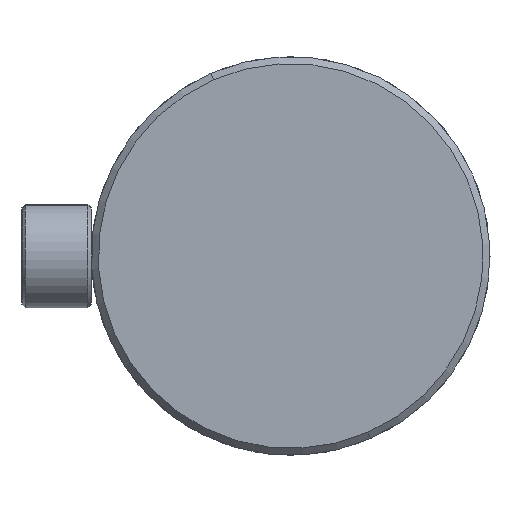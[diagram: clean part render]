
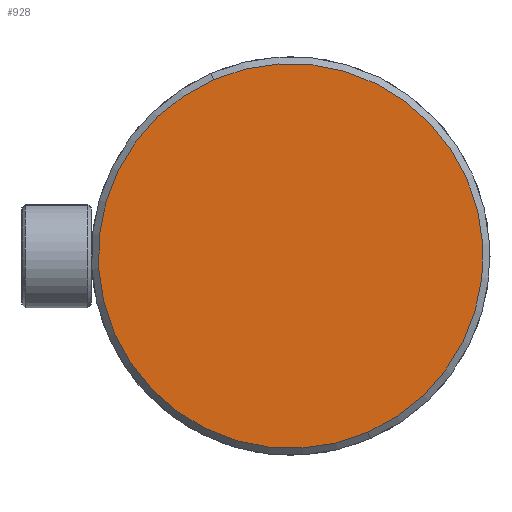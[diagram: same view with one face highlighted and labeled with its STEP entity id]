
A CAD part, left-side view. The second image highlights one B-rep face of the part: STEP entity #928.
In plain terms, the highlighted planar face has unit normal (-1, 0, 0).
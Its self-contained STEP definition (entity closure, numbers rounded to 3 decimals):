
#13 = CIRCLE ( 'NONE', #2538, 55.5 ) ;
#53 = CARTESIAN_POINT ( 'NONE',  ( -25., 0., 55.5 ) ) ;
#332 = CARTESIAN_POINT ( 'NONE',  ( -25., 0., 0. ) ) ;
#506 = PLANE ( 'NONE',  #1989 ) ;
#641 = CARTESIAN_POINT ( 'NONE',  ( -25., 0., 0. ) ) ;
#842 = DIRECTION ( 'NONE',  ( -1., 0., 0. ) ) ;
#851 = EDGE_LOOP ( 'NONE', ( #2874, #894 ) ) ;
#894 = ORIENTED_EDGE ( 'NONE', *, *, #1303, .T. ) ;
#928 = ADVANCED_FACE ( 'NONE', ( #1893 ), #506, .T. ) ;
#991 = DIRECTION ( 'NONE',  ( 0., 0., 1. ) ) ;
#1303 = EDGE_CURVE ( 'NONE', #2685, #2345, #13, .T. ) ;
#1654 = DIRECTION ( 'NONE',  ( 0., 0., 1. ) ) ;
#1676 = CARTESIAN_POINT ( 'NONE',  ( -25., 0., 0. ) ) ;
#1787 = DIRECTION ( 'NONE',  ( -1., 0., 0. ) ) ;
#1893 = FACE_OUTER_BOUND ( 'NONE', #851, .T. ) ;
#1937 = DIRECTION ( 'NONE',  ( 0., 0., 1. ) ) ;
#1989 = AXIS2_PLACEMENT_3D ( 'NONE', #1676, #842, #991 ) ;
#2020 = CIRCLE ( 'NONE', #2058, 55.5 ) ;
#2058 = AXIS2_PLACEMENT_3D ( 'NONE', #332, #2159, #1937 ) ;
#2159 = DIRECTION ( 'NONE',  ( -1., 0., 0. ) ) ;
#2290 = EDGE_CURVE ( 'NONE', #2345, #2685, #2020, .T. ) ;
#2336 = CARTESIAN_POINT ( 'NONE',  ( -25., 0., -55.5 ) ) ;
#2345 = VERTEX_POINT ( 'NONE', #2336 ) ;
#2538 = AXIS2_PLACEMENT_3D ( 'NONE', #641, #1787, #1654 ) ;
#2685 = VERTEX_POINT ( 'NONE', #53 ) ;
#2874 = ORIENTED_EDGE ( 'NONE', *, *, #2290, .T. ) ;
